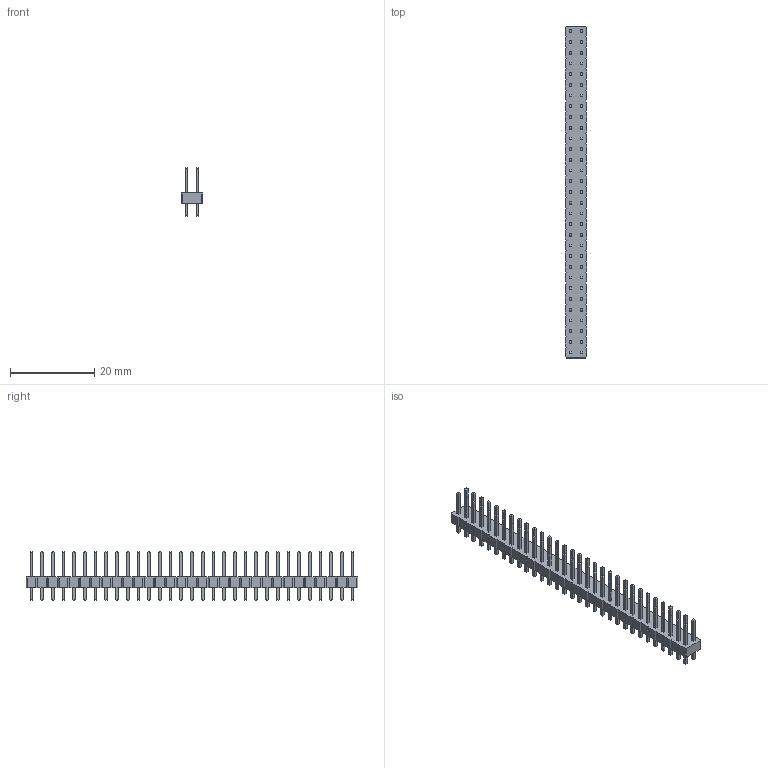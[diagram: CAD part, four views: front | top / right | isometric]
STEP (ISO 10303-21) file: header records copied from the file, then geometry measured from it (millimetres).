
FILE_DESCRIPTION(/* description */ ('model of PinHeader_2x31_P2.54mm_Vertical'),/* implementation_level */ '2;1');
FILE_NAME(/* name */ 'PinHeader_2x31_P2.54mm_Vertical.step',/* time_stamp */ '2018-01-24T12:33:31',/* author */ ('kicad StepUp','ksu'),/* organization */ ('FreeCAD'),/* preprocessor_version */ 'OCC',/* originating_system */ 'kicad StepUp',/* authorisation */ '');
FILE_SCHEMA(('AUTOMOTIVE_DESIGN { 1 0 10303 214 1 1 1 1 }'));
Length unit declared in the file: millimetre
Products named in the file (2): PinHeader_2x31_P254mm_Vertical; Shape0_576564424782
Bounding box: 5.08 x 78.74 x 11.54 mm (x, y, z)
Volume: 1295.5 mm3; surface area: 3095.8 mm2
Topology: 63 solids, 63 shells, 1058 faces, 2300 edges, 1368 vertices
Faces by surface type: plane 1058
Entity records: 18005 total; most frequent: ORIENTED_EDGE 3544, CARTESIAN_POINT 2921, EDGE_CURVE 2300, LINE 2300, VERTEX_POINT 1368, AXIS2_PLACEMENT_3D 1059, ADVANCED_FACE 1058, FACE_BOUND 1058
